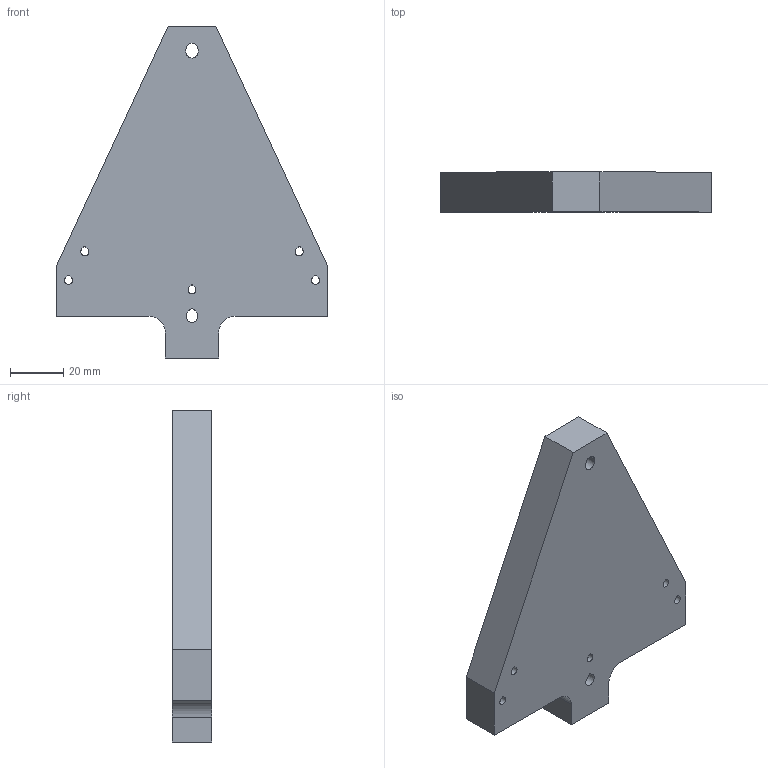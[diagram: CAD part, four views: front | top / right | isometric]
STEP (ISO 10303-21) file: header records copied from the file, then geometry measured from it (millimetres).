
FILE_DESCRIPTION((''),'2;1');
FILE_NAME('MASTER_MISTRESS','2001-09-19T',('jswirth'),(''),'PRO/ENGINEER BY PARAMETRIC TECHNOLOGY CORPORATION, 2000420','PRO/ENGINEER BY PARAMETRIC TECHNOLOGY CORPORATION, 2000420','');
FILE_SCHEMA(('CONFIG_CONTROL_DESIGN'));
Length unit declared in the file: millimetre
Products named in the file (1): MASTER_MISTRESS
Bounding box: 102 x 15 x 125 mm (x, y, z)
Volume: 113993.6 mm3; surface area: 23329.1 mm2
Topology: 1 solids, 6 shells, 93 faces, 236 edges, 154 vertices
Faces by surface type: cylinder 43, plane 36, cone 14
Entity records: 4462 total; most frequent: CARTESIAN_POINT 2108, DIRECTION 478, ORIENTED_EDGE 472, EDGE_CURVE 236, AXIS2_PLACEMENT_3D 178, VERTEX_POINT 154, VECTOR 122, LINE 122
